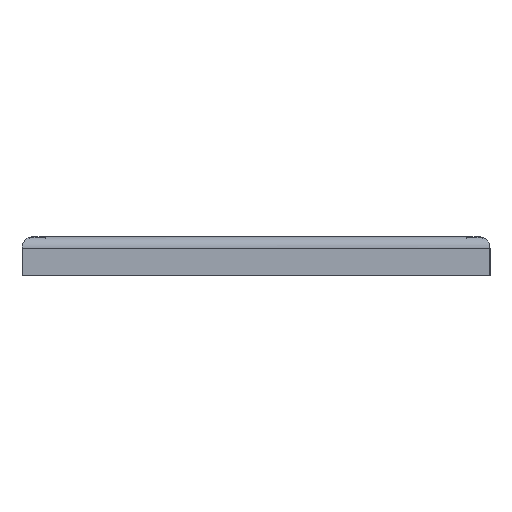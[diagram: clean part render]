
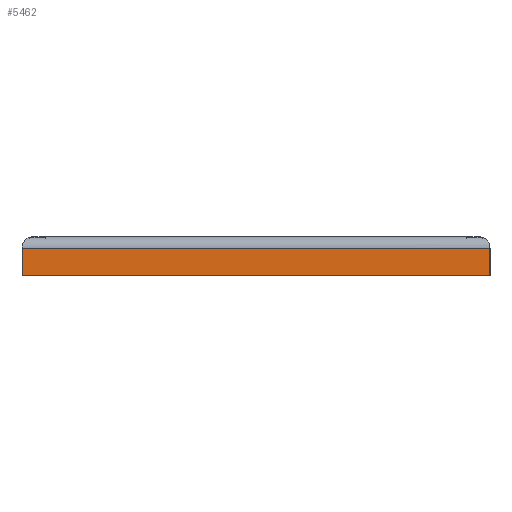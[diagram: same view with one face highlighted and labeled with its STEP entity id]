
A CAD part, left-side view. The second image highlights one B-rep face of the part: STEP entity #5462.
In plain terms, the highlighted planar face has unit normal (-1, 0, 0).
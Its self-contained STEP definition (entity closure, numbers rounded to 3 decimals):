
#114=PLANE('',#5561);
#402=FACE_OUTER_BOUND('',#699,.T.);
#699=EDGE_LOOP('',(#4932,#4933,#4934,#4935));
#1026=LINE('',#11424,#1399);
#1031=LINE('',#11438,#1404);
#1051=LINE('',#11491,#1424);
#1077=LINE('',#11542,#1450);
#1399=VECTOR('',#5983,10.);
#1404=VECTOR('',#5996,10.);
#1424=VECTOR('',#6052,10.);
#1450=VECTOR('',#6106,10.);
#2417=VERTEX_POINT('',#11411);
#2421=VERTEX_POINT('',#11423);
#2426=VERTEX_POINT('',#11436);
#2441=VERTEX_POINT('',#11490);
#3226=EDGE_CURVE('',#2417,#2421,#1026,.T.);
#3234=EDGE_CURVE('',#2426,#2417,#1031,.T.);
#3261=EDGE_CURVE('',#2441,#2421,#1051,.T.);
#3287=EDGE_CURVE('',#2441,#2426,#1077,.T.);
#4932=ORIENTED_EDGE('',*,*,#3226,.F.);
#4933=ORIENTED_EDGE('',*,*,#3234,.F.);
#4934=ORIENTED_EDGE('',*,*,#3287,.F.);
#4935=ORIENTED_EDGE('',*,*,#3261,.T.);
#5462=ADVANCED_FACE('',(#402),#114,.T.);
#5561=AXIS2_PLACEMENT_3D('',#11541,#6104,#6105);
#5983=DIRECTION('',(0.,-1.,0.));
#5996=DIRECTION('',(0.,0.,1.));
#6052=DIRECTION('',(0.,0.,1.));
#6104=DIRECTION('center_axis',(-1.,0.,0.));
#6105=DIRECTION('ref_axis',(0.,-1.,0.));
#6106=DIRECTION('',(0.,1.,0.));
#11411=CARTESIAN_POINT('',(27.,-17.,20.5));
#11423=CARTESIAN_POINT('',(27.,-77.,20.5));
#11424=CARTESIAN_POINT('',(27.,-32.,20.5));
#11436=CARTESIAN_POINT('',(27.,-17.,17.));
#11438=CARTESIAN_POINT('',(27.,-17.,17.));
#11490=CARTESIAN_POINT('',(27.,-77.,17.));
#11491=CARTESIAN_POINT('',(27.,-77.,17.));
#11541=CARTESIAN_POINT('Origin',(27.,-17.,17.));
#11542=CARTESIAN_POINT('',(27.,-77.,17.));
